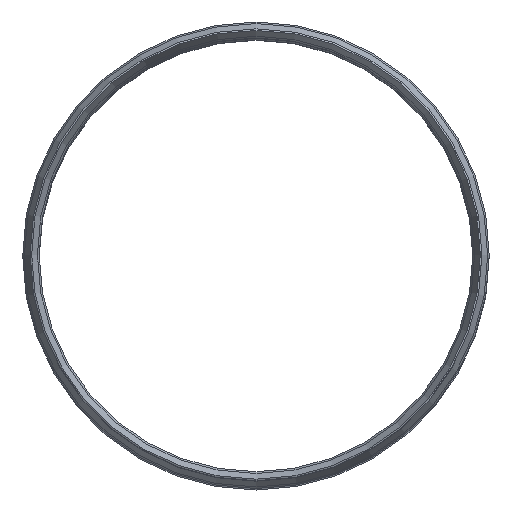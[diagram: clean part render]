
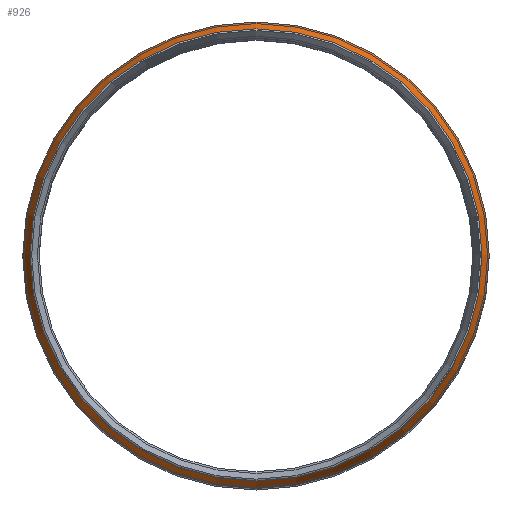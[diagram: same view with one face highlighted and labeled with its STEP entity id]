
A CAD part, top view. The second image highlights one B-rep face of the part: STEP entity #926.
In plain terms, the highlighted conical face has half-angle 26.565 degrees and reference radius 78.35 mm.
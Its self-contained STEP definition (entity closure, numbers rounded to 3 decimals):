
#926=ADVANCED_FACE('',(#1797,#1798),#1799,.T.);
#1797=FACE_BOUND('',#2709,.T.);
#1798=FACE_BOUND('',#2710,.T.);
#1799=CONICAL_SURFACE('',#2711,78.35,0.464);
#2709=EDGE_LOOP('',(#4187));
#2710=EDGE_LOOP('',(#4188));
#2711=AXIS2_PLACEMENT_3D('',#4189,#4190,#4191);
#4187=ORIENTED_EDGE('',*,*,#4576,.F.);
#4188=ORIENTED_EDGE('',*,*,#4575,.T.);
#4189=CARTESIAN_POINT('',(225.591,252.149,443.511));
#4190=DIRECTION('',(0.,-0.0,-1.0));
#4191=DIRECTION('',(1.0,0.0,0.));
#4575=EDGE_CURVE('',#5162,#5162,#5163,.T.);
#4576=EDGE_CURVE('',#5164,#5164,#5165,.T.);
#5162=VERTEX_POINT('',#5770);
#5163=CIRCLE('',#5771,77.1);
#5164=VERTEX_POINT('',#5772);
#5165=CIRCLE('',#5773,79.6);
#5770=CARTESIAN_POINT('',(302.691,252.149,446.011));
#5771=AXIS2_PLACEMENT_3D('',#6661,#6662,#6663);
#5772=CARTESIAN_POINT('',(305.191,252.149,441.011));
#5773=AXIS2_PLACEMENT_3D('',#6664,#6665,#6666);
#6661=CARTESIAN_POINT('',(225.591,252.149,446.011));
#6662=DIRECTION('',(0.,0.0,-1.0));
#6663=DIRECTION('',(1.0,0.0,0.));
#6664=CARTESIAN_POINT('',(225.591,252.149,441.011));
#6665=DIRECTION('',(0.,0.0,-1.0));
#6666=DIRECTION('',(1.0,0.0,0.));
